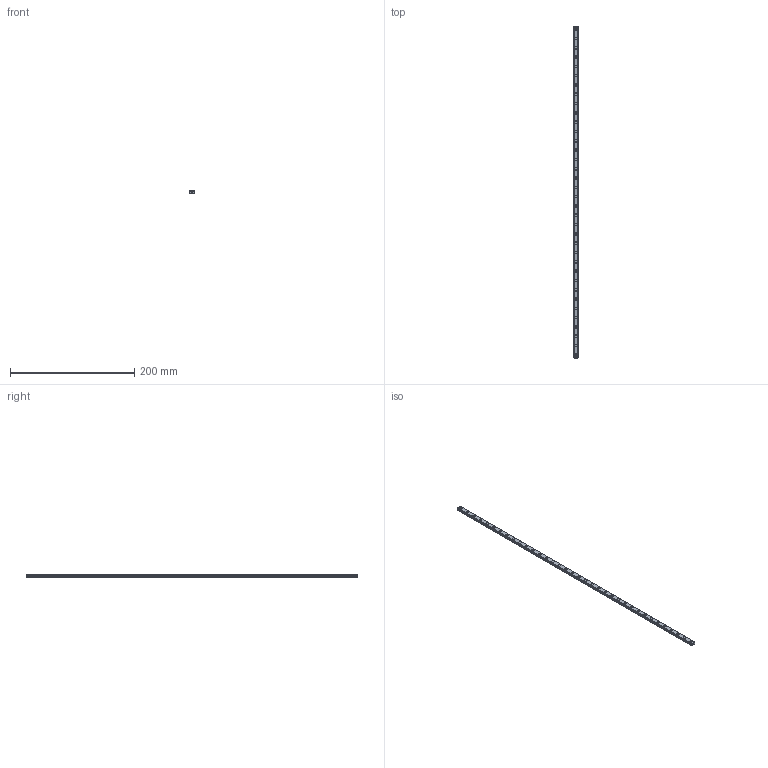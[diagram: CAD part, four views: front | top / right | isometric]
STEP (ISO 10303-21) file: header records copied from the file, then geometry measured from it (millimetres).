
FILE_DESCRIPTION(('STEP AP214'),'1');
FILE_NAME('cctmp_8762A165-907A-49BE-AF73-97C7EE256847_2021_02_18_13_25_05_0119..stp','2021-02-18T12:25:05',('HIWIN GmbH'),('CADClick - www.CADClick.com'),'Spatial InterOp 3D',' ','unknown authorization');
FILE_SCHEMA(('AUTOMOTIVE_DESIGN'));
Length unit declared in the file: millimetre
Products named in the file (1): MGNR07R535CM_FILE
Bounding box: 7 x 535 x 4.8 mm (x, y, z)
Volume: 15416.4 mm3; surface area: 16469.2 mm2
Topology: 1 solids, 1 shells, 419 faces, 915 edges, 610 vertices
Faces by surface type: cylinder 232, plane 187
Entity records: 15049 total; most frequent: DIRECTION 2219, CARTESIAN_POINT 1945, ORIENTED_EDGE 1830, EDGE_CURVE 915, AXIS2_PLACEMENT_3D 884, VERTEX_POINT 610, EDGE_LOOP 531, CIRCLE 464
